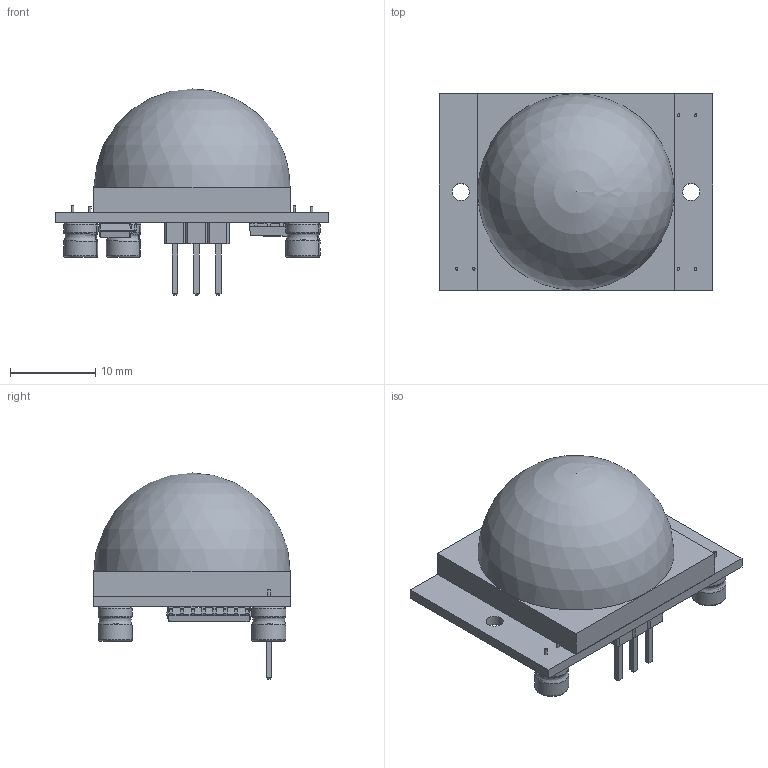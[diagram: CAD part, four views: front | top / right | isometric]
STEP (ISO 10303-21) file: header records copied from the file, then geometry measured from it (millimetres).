
FILE_DESCRIPTION(('FreeCAD Model'),'2;1');
FILE_NAME('D-SUN-IRdetector1.step' ,'2018-11-30T00:05:41',('Author'),(''), 'Open CASCADE STEP processor 7.3','FreeCAD','Unknown');
FILE_SCHEMA(('AUTOMOTIVE_DESIGN_CC2 { 1 2 10303 214 -1 1 5 4 }'));
Length unit declared in the file: millimetre
Products named in the file (9): Pad; CP_Radial_D40mm_P200mm003; SOT_89_3; SOIC_16_39x99mm_P127mm; CP_Radial_D40mm_P200mm002; PinHeader_1x03_P254mm_Vertical; Pocket; CP_Radial_D40mm_P200mm001; CP_Radial_D40mm_P200mm
Bounding box: 32 x 23 x 24.14 mm (x, y, z)
Volume: 5987.7 mm3; surface area: 4091.5 mm2
Topology: 9 solids, 13 shells, 629 faces, 1573 edges, 985 vertices
Faces by surface type: plane 400, cylinder 124, bspline 72, revolution 24, torus 8, sphere 1
Full cylindrical faces by diameter (mm): 0.3 x8, 0.6 x1, 0.7 x1, 2 x2
Entity records: 51696 total; most frequent: CARTESIAN_POINT 16149, DIRECTION 5626, LINE 3665, VECTOR 3665, ORIENTED_EDGE 3144, PCURVE 3144, DEFINITIONAL_REPRESENTATION 3144, EDGE_CURVE 1572
